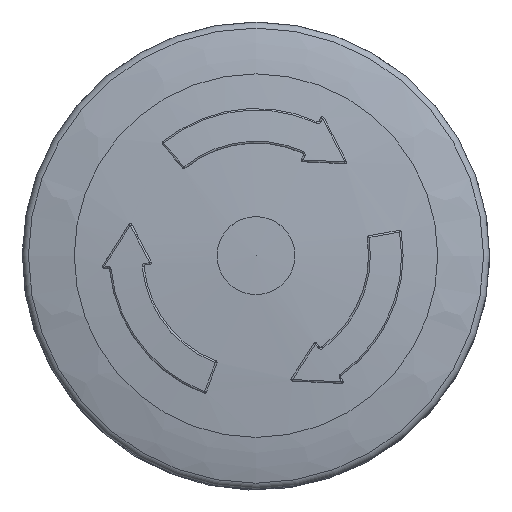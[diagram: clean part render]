
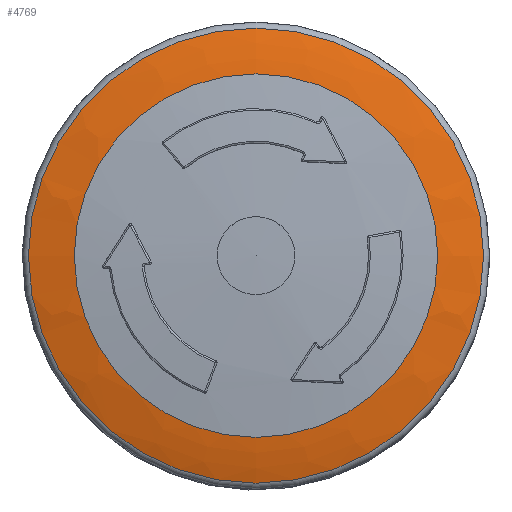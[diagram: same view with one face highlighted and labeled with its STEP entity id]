
A CAD part, top view. The second image highlights one B-rep face of the part: STEP entity #4769.
In plain terms, the highlighted free-form (B-spline) face has degree [3, 3] with [4, 7] control points.
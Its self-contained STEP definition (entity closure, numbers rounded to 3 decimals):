
#4769 = ADVANCED_FACE( '', ( #9705, #9706 ), #9707, .T. );
#9705 = FACE_OUTER_BOUND( '', #36936, .T. );
#9706 = FACE_OUTER_BOUND( '', #36937, .T. );
#9707 = ( BOUNDED_SURFACE(  )B_SPLINE_SURFACE( 3, 3, ( ( #36940, #36941, #36942, #36943, #36944, #36945, #36946 ), ( #36947, #36948, #36949, #36950, #36951, #36952, #36953 ), ( #36954, #36955, #36956, #36957, #36958, #36959, #36960 ), ( #36961, #36962, #36963, #36964, #36965, #36966, #36967 ) ), .UNSPECIFIED., .F., .T., .F. )B_SPLINE_SURFACE_WITH_KNOTS( ( 4, 4 ), ( 4, 3, 4 ), ( 0., 6.283 ), ( -1.439, -1.354, -1.27 ), .UNSPECIFIED. )GEOMETRIC_REPRESENTATION_ITEM(  )RATIONAL_B_SPLINE_SURFACE( ( ( 1., 0.333, 0.333, 1., 0.333, 0.333, 1. ), ( 0.998, 0.333, 0.333, 0.998, 0.333, 0.333, 0.998 ), ( 0.998, 0.333, 0.333, 0.998, 0.333, 0.333, 0.998 ), ( 1., 0.333, 0.333, 1., 0.333, 0.333, 1. ) ) )REPRESENTATION_ITEM( '' )SURFACE(  ) );
#36936 = EDGE_LOOP( '', ( #52720 ) );
#36937 = EDGE_LOOP( '', ( #52721 ) );
#36940 = CARTESIAN_POINT( '', ( -13.146, 0., 13.726 ) );
#36941 = CARTESIAN_POINT( '', ( -13.146, 26.291, 13.726 ) );
#36942 = CARTESIAN_POINT( '', ( 13.146, 26.291, 13.726 ) );
#36943 = CARTESIAN_POINT( '', ( 13.146, 0., 13.726 ) );
#36944 = CARTESIAN_POINT( '', ( 13.146, -26.291, 13.726 ) );
#36945 = CARTESIAN_POINT( '', ( -13.146, -26.291, 13.726 ) );
#36946 = CARTESIAN_POINT( '', ( -13.146, 0., 13.726 ) );
#36947 = CARTESIAN_POINT( '', ( -12.281, 0., 13.995 ) );
#36948 = CARTESIAN_POINT( '', ( -12.281, 24.563, 13.995 ) );
#36949 = CARTESIAN_POINT( '', ( 12.281, 24.563, 13.995 ) );
#36950 = CARTESIAN_POINT( '', ( 12.281, 0., 13.995 ) );
#36951 = CARTESIAN_POINT( '', ( 12.281, -24.563, 13.995 ) );
#36952 = CARTESIAN_POINT( '', ( -12.281, -24.563, 13.995 ) );
#36953 = CARTESIAN_POINT( '', ( -12.281, 0., 13.995 ) );
#36954 = CARTESIAN_POINT( '', ( -11.397, 0., 14.189 ) );
#36955 = CARTESIAN_POINT( '', ( -11.397, 22.795, 14.189 ) );
#36956 = CARTESIAN_POINT( '', ( 11.397, 22.795, 14.189 ) );
#36957 = CARTESIAN_POINT( '', ( 11.397, 0., 14.189 ) );
#36958 = CARTESIAN_POINT( '', ( 11.397, -22.795, 14.189 ) );
#36959 = CARTESIAN_POINT( '', ( -11.397, -22.795, 14.189 ) );
#36960 = CARTESIAN_POINT( '', ( -11.397, 0., 14.189 ) );
#36961 = CARTESIAN_POINT( '', ( -10.5, 0., 14.308 ) );
#36962 = CARTESIAN_POINT( '', ( -10.5, 21., 14.308 ) );
#36963 = CARTESIAN_POINT( '', ( 10.5, 21., 14.308 ) );
#36964 = CARTESIAN_POINT( '', ( 10.5, 0., 14.308 ) );
#36965 = CARTESIAN_POINT( '', ( 10.5, -21., 14.308 ) );
#36966 = CARTESIAN_POINT( '', ( -10.5, -21., 14.308 ) );
#36967 = CARTESIAN_POINT( '', ( -10.5, 0., 14.308 ) );
#52720 = ORIENTED_EDGE( '', *, *, #59665, .T. );
#52721 = ORIENTED_EDGE( '', *, *, #59097, .F. );
#59097 = EDGE_CURVE( '', #67162, #67162, #67163, .T. );
#59665 = EDGE_CURVE( '', #67862, #67862, #67863, .T. );
#67162 = VERTEX_POINT( '', #88727 );
#67163 = CIRCLE( '', #88728, 13.146 );
#67862 = VERTEX_POINT( '', #90841 );
#67863 = CIRCLE( '', #90842, 10.5 );
#88727 = CARTESIAN_POINT( '', ( -13.146, 0., 13.726 ) );
#88728 = AXIS2_PLACEMENT_3D( '', #98152, #98153, #98154 );
#90841 = CARTESIAN_POINT( '', ( -10.5, 0., 14.308 ) );
#90842 = AXIS2_PLACEMENT_3D( '', #98674, #98675, #98676 );
#98152 = CARTESIAN_POINT( '', ( 0., 0., 13.726 ) );
#98153 = DIRECTION( '', ( 0., 0., -1. ) );
#98154 = DIRECTION( '', ( -1., 0., 0. ) );
#98674 = CARTESIAN_POINT( '', ( 0., 0., 14.308 ) );
#98675 = DIRECTION( '', ( 0., 0., -1. ) );
#98676 = DIRECTION( '', ( -1., 0., 0. ) );
